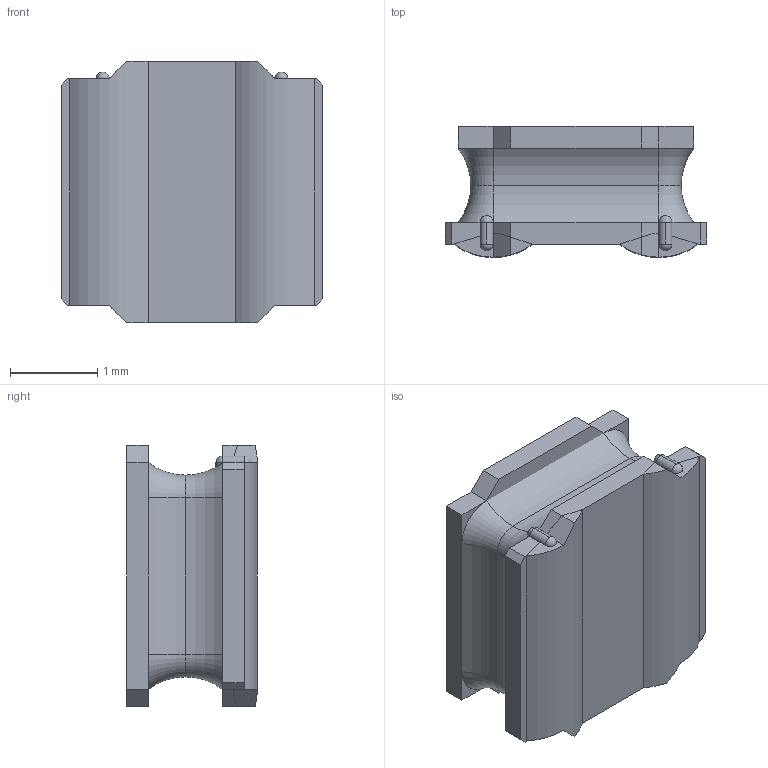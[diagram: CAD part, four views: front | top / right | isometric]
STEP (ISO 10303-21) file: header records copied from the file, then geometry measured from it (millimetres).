
FILE_DESCRIPTION (( 'STEP AP214' ), '1' );
FILE_NAME ('NR3015T1R0N.STEP', '2023-04-13T04:30:53', ( '' ), ( '' ), 'SwSTEP 2.0', 'SolidWorks 2021', '' );
FILE_SCHEMA (( 'AUTOMOTIVE_DESIGN' ));
Length unit declared in the file: millimetre
Products named in the file (1): NR3015T1R0N
Bounding box: 3 x 1.5 x 3 mm (x, y, z)
Volume: 9.6 mm3; surface area: 71.6 mm2
Topology: 7 solids, 7 shells, 94 faces, 231 edges, 147 vertices
Faces by surface type: plane 58, cylinder 24, torus 8, sphere 4
Entity records: 2833 total; most frequent: CARTESIAN_POINT 557, DIRECTION 457, ORIENTED_EDGE 446, EDGE_CURVE 223, AXIS2_PLACEMENT_3D 153, VECTOR 151, LINE 151, VERTEX_POINT 143
